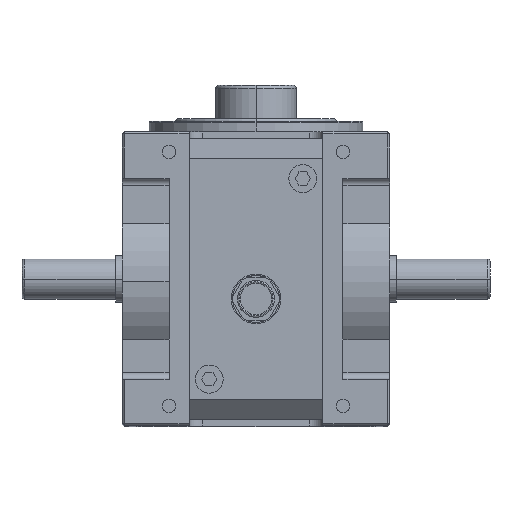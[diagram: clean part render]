
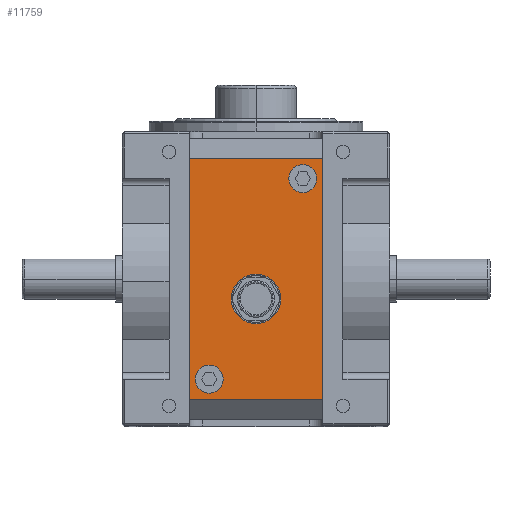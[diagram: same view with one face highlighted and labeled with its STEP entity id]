
A CAD part, top view. The second image highlights one B-rep face of the part: STEP entity #11759.
In plain terms, the highlighted planar face has unit normal (0, 0, 1).
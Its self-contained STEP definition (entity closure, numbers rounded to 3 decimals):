
#78 = CARTESIAN_POINT ( 'NONE',  ( -75.478, 185., -5. ) ) ;
#470 = EDGE_CURVE ( 'NONE', #16949, #13372, #9494, .T. ) ;
#598 = EDGE_CURVE ( 'NONE', #15028, #17472, #12561, .T. ) ;
#706 = ORIENTED_EDGE ( 'NONE', *, *, #3706, .F. ) ;
#911 = CARTESIAN_POINT ( 'NONE',  ( -150., 200., -5. ) ) ;
#1023 = CARTESIAN_POINT ( 'NONE',  ( -150., 200., -5. ) ) ;
#1103 = DIRECTION ( 'NONE',  ( 1., 0., 0. ) ) ;
#1234 = LINE ( 'NONE', #15922, #15178 ) ;
#1591 = DIRECTION ( 'NONE',  ( 1., 0., 0. ) ) ;
#1592 = CARTESIAN_POINT ( 'NONE',  ( -145.478, 35., -5. ) ) ;
#1859 = DIRECTION ( 'NONE',  ( 1., 0., 0. ) ) ;
#1955 = ORIENTED_EDGE ( 'NONE', *, *, #470, .F. ) ;
#2070 = VECTOR ( 'NONE', #17612, 1000. ) ;
#2111 = AXIS2_PLACEMENT_3D ( 'NONE', #14201, #16976, #1591 ) ;
#2396 = DIRECTION ( 'NONE',  ( 0., -1., 0. ) ) ;
#2406 = DIRECTION ( 'NONE',  ( 1., 0., 0. ) ) ;
#2408 = CARTESIAN_POINT ( 'NONE',  ( -81.5, 95., -5. ) ) ;
#2528 = CARTESIAN_POINT ( 'NONE',  ( -150., 220., -5. ) ) ;
#2731 = CIRCLE ( 'NONE', #5701, 10.478 ) ;
#3111 = LINE ( 'NONE', #13460, #5544 ) ;
#3430 = AXIS2_PLACEMENT_3D ( 'NONE', #7690, #4748, #2406 ) ;
#3706 = EDGE_CURVE ( 'NONE', #12449, #14944, #13234, .T. ) ;
#3886 = DIRECTION ( 'NONE',  ( 0., 0., 1. ) ) ;
#4592 = AXIS2_PLACEMENT_3D ( 'NONE', #7641, #9043, #1859 ) ;
#4631 = EDGE_CURVE ( 'NONE', #12953, #15892, #8166, .T. ) ;
#4692 = CARTESIAN_POINT ( 'NONE',  ( -150., 20., -5. ) ) ;
#4748 = DIRECTION ( 'NONE',  ( 0., 0., 1. ) ) ;
#4784 = CARTESIAN_POINT ( 'NONE',  ( -135., 35., -5. ) ) ;
#5544 = VECTOR ( 'NONE', #9593, 1000. ) ;
#5561 = CIRCLE ( 'NONE', #11788, 18.5 ) ;
#5701 = AXIS2_PLACEMENT_3D ( 'NONE', #17513, #9314, #1103 ) ;
#6761 = CARTESIAN_POINT ( 'NONE',  ( -100., 95., -5. ) ) ;
#6981 = DIRECTION ( 'NONE',  ( 1., 0., 0. ) ) ;
#7411 = EDGE_CURVE ( 'NONE', #15892, #12953, #16577, .T. ) ;
#7578 = EDGE_CURVE ( 'NONE', #17472, #15069, #8532, .T. ) ;
#7641 = CARTESIAN_POINT ( 'NONE',  ( -65., 185., -5. ) ) ;
#7690 = CARTESIAN_POINT ( 'NONE',  ( -65., 185., -5. ) ) ;
#8166 = CIRCLE ( 'NONE', #3430, 10.478 ) ;
#8503 = DIRECTION ( 'NONE',  ( 0., 0., 1. ) ) ;
#8532 = LINE ( 'NONE', #2528, #17422 ) ;
#8545 = PLANE ( 'NONE',  #2111 ) ;
#8730 = ORIENTED_EDGE ( 'NONE', *, *, #14670, .F. ) ;
#8987 = CARTESIAN_POINT ( 'NONE',  ( -50., 200., -5. ) ) ;
#9043 = DIRECTION ( 'NONE',  ( 0., 0., 1. ) ) ;
#9105 = AXIS2_PLACEMENT_3D ( 'NONE', #4784, #10509, #17352 ) ;
#9314 = DIRECTION ( 'NONE',  ( 0., 0., 1. ) ) ;
#9365 = DIRECTION ( 'NONE',  ( 1., 0., 0. ) ) ;
#9494 = CIRCLE ( 'NONE', #9894, 18.5 ) ;
#9593 = DIRECTION ( 'NONE',  ( 0., 1., 0. ) ) ;
#9630 = ORIENTED_EDGE ( 'NONE', *, *, #7578, .T. ) ;
#9771 = FACE_BOUND ( 'NONE', #15099, .T. ) ;
#9894 = AXIS2_PLACEMENT_3D ( 'NONE', #15438, #8503, #6981 ) ;
#9984 = CARTESIAN_POINT ( 'NONE',  ( -54.523, 185., -5. ) ) ;
#10087 = CARTESIAN_POINT ( 'NONE',  ( -124.523, 35., -5. ) ) ;
#10431 = FACE_BOUND ( 'NONE', #14660, .T. ) ;
#10509 = DIRECTION ( 'NONE',  ( 0., 0., 1. ) ) ;
#10653 = VERTEX_POINT ( 'NONE', #11715 ) ;
#11633 = DIRECTION ( 'NONE',  ( 1., 0., 0. ) ) ;
#11713 = EDGE_LOOP ( 'NONE', ( #14265, #706 ) ) ;
#11715 = CARTESIAN_POINT ( 'NONE',  ( -50., 20., -5. ) ) ;
#11759 = ADVANCED_FACE ( 'NONE', ( #10431, #16082, #9771, #13271 ), #8545, .T. ) ;
#11788 = AXIS2_PLACEMENT_3D ( 'NONE', #6761, #3886, #9365 ) ;
#12086 = CARTESIAN_POINT ( 'NONE',  ( -118.5, 95., -5. ) ) ;
#12449 = VERTEX_POINT ( 'NONE', #1592 ) ;
#12561 = LINE ( 'NONE', #911, #2070 ) ;
#12953 = VERTEX_POINT ( 'NONE', #78 ) ;
#13234 = CIRCLE ( 'NONE', #9105, 10.478 ) ;
#13271 = FACE_OUTER_BOUND ( 'NONE', #13439, .T. ) ;
#13372 = VERTEX_POINT ( 'NONE', #2408 ) ;
#13439 = EDGE_LOOP ( 'NONE', ( #9630, #15906, #15488, #17051 ) ) ;
#13460 = CARTESIAN_POINT ( 'NONE',  ( -50., 220., -5. ) ) ;
#13521 = EDGE_CURVE ( 'NONE', #15069, #10653, #1234, .T. ) ;
#14200 = EDGE_CURVE ( 'NONE', #14944, #12449, #2731, .T. ) ;
#14201 = CARTESIAN_POINT ( 'NONE',  ( -150., 0., -5. ) ) ;
#14265 = ORIENTED_EDGE ( 'NONE', *, *, #14200, .F. ) ;
#14660 = EDGE_LOOP ( 'NONE', ( #8730, #1955 ) ) ;
#14670 = EDGE_CURVE ( 'NONE', #13372, #16949, #5561, .T. ) ;
#14944 = VERTEX_POINT ( 'NONE', #10087 ) ;
#15028 = VERTEX_POINT ( 'NONE', #8987 ) ;
#15069 = VERTEX_POINT ( 'NONE', #4692 ) ;
#15099 = EDGE_LOOP ( 'NONE', ( #17248, #16538 ) ) ;
#15178 = VECTOR ( 'NONE', #11633, 1000. ) ;
#15302 = EDGE_CURVE ( 'NONE', #10653, #15028, #3111, .T. ) ;
#15438 = CARTESIAN_POINT ( 'NONE',  ( -100., 95., -5. ) ) ;
#15488 = ORIENTED_EDGE ( 'NONE', *, *, #15302, .T. ) ;
#15892 = VERTEX_POINT ( 'NONE', #9984 ) ;
#15906 = ORIENTED_EDGE ( 'NONE', *, *, #13521, .T. ) ;
#15922 = CARTESIAN_POINT ( 'NONE',  ( -50., 20., -5. ) ) ;
#16082 = FACE_BOUND ( 'NONE', #11713, .T. ) ;
#16538 = ORIENTED_EDGE ( 'NONE', *, *, #4631, .F. ) ;
#16577 = CIRCLE ( 'NONE', #4592, 10.478 ) ;
#16949 = VERTEX_POINT ( 'NONE', #12086 ) ;
#16976 = DIRECTION ( 'NONE',  ( 0., 0., 1. ) ) ;
#17051 = ORIENTED_EDGE ( 'NONE', *, *, #598, .T. ) ;
#17248 = ORIENTED_EDGE ( 'NONE', *, *, #7411, .F. ) ;
#17352 = DIRECTION ( 'NONE',  ( 1., 0., 0. ) ) ;
#17422 = VECTOR ( 'NONE', #2396, 1000. ) ;
#17472 = VERTEX_POINT ( 'NONE', #1023 ) ;
#17513 = CARTESIAN_POINT ( 'NONE',  ( -135., 35., -5. ) ) ;
#17612 = DIRECTION ( 'NONE',  ( -1., 0., 0. ) ) ;
